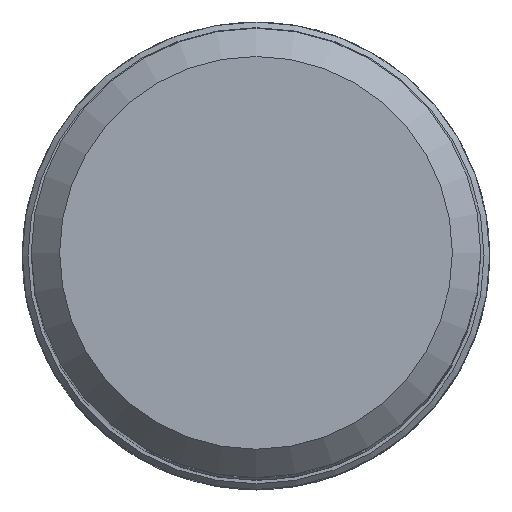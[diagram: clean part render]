
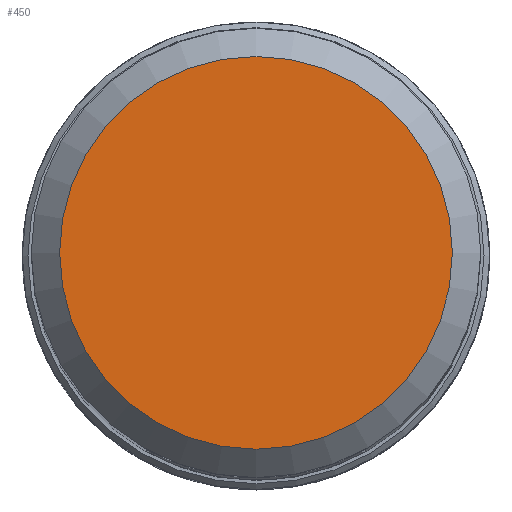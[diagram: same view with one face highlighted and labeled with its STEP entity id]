
A CAD part, top view. The second image highlights one B-rep face of the part: STEP entity #450.
In plain terms, the highlighted planar face has unit normal (0, 0, 1).
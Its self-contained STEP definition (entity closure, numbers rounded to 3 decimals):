
#67=PLANE('',#1613);
#120=FACE_OUTER_BOUND('',#584,.T.);
#450=ADVANCED_FACE('',(#120),#67,.T.);
#584=EDGE_LOOP('',(#694));
#694=ORIENTED_EDGE('',*,*,#1293,.T.);
#1139=VERTEX_POINT('',#2221);
#1293=EDGE_CURVE('',#1139,#1139,#1509,.T.);
#1509=CIRCLE('',#1611,6.931);
#1611=AXIS2_PLACEMENT_3D('',#2220,#1777,#1778);
#1613=AXIS2_PLACEMENT_3D('',#2223,#1781,#1782);
#1777=DIRECTION('',(0.,0.,1.));
#1778=DIRECTION('',(1.,0.,0.));
#1781=DIRECTION('',(0.,0.,1.));
#1782=DIRECTION('',(-1.,0.,0.));
#2220=CARTESIAN_POINT('',(0.,0.,0.));
#2221=CARTESIAN_POINT('',(6.931,0.,0.));
#2223=CARTESIAN_POINT('',(0.,3.,0.));
